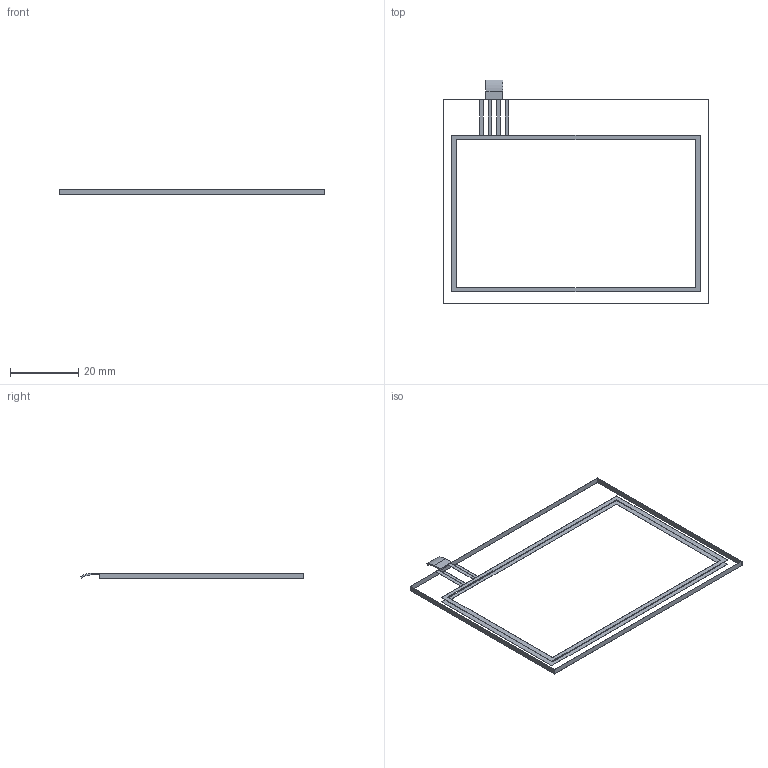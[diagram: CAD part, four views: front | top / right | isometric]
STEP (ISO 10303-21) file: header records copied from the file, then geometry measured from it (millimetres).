
FILE_DESCRIPTION((''),'2;1');
FILE_NAME('DS_EA_TOUCH160-1.stp','2011-08-12T10:57:15',(''),(''),'Mechanical Desktop 2011','Mechanical Desktop 2011',', , ');
FILE_SCHEMA(('AUTOMOTIVE_DESIGN { 1 2 10303 214 1 1 1 1 }'));
Length unit declared in the file: millimetre
Products named in the file (1): Product
Bounding box: 78 x 65.72 x 1.6 mm (x, y, z)
Volume: 69.7 mm3; surface area: 2364.8 mm2
Topology: 8 solids, 8 shells, 62 faces, 140 edges, 96 vertices
Faces by surface type: plane 60, cylinder 2
Entity records: 1776 total; most frequent: CARTESIAN_POINT 297, ORIENTED_EDGE 276, DIRECTION 270, EDGE_CURVE 138, VECTOR 136, LINE 136, VERTEX_POINT 92, EDGE_LOOP 68
